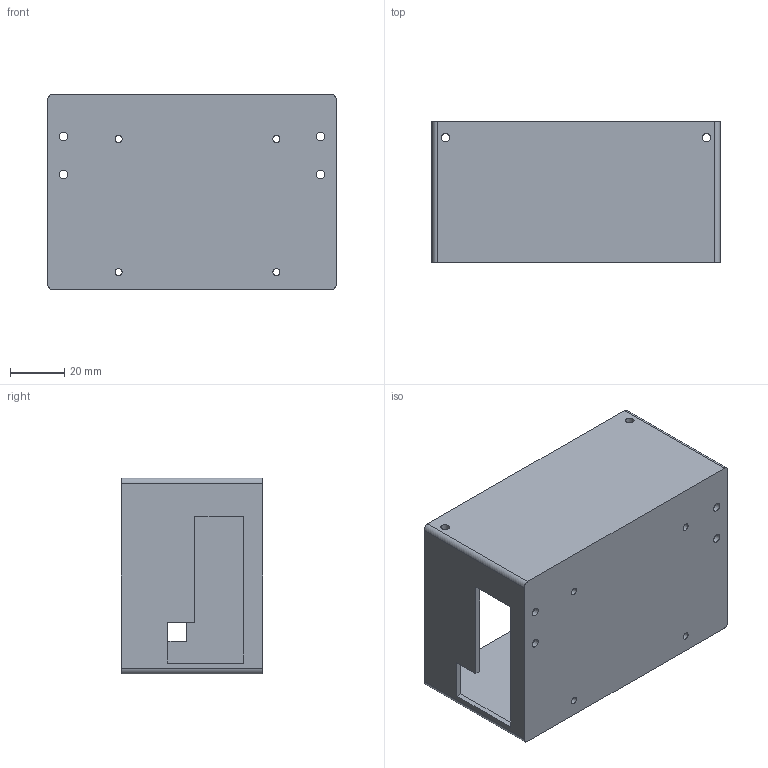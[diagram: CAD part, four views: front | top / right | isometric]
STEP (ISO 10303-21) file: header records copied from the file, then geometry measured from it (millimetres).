
FILE_DESCRIPTION(/* description */ (''),/* implementation_level */ '2;1');
FILE_NAME(/* name */ 'RPIholderCase.stp',/* time_stamp */ '2024-03-01T21:55:16+01:00',/* author */ ('tadea'),/* organization */ (''),/* preprocessor_version */ 'ST-DEVELOPER v18.1',/* originating_system */ 'Autodesk Inventor 2022',/* authorisation */ '');
FILE_SCHEMA (('AUTOMOTIVE_DESIGN { 1 0 10303 214 3 1 1 }'));
Length unit declared in the file: millimetre
Products named in the file (1): RPIholder
Bounding box: 106 x 52 x 72 mm (x, y, z)
Volume: 46955.7 mm3; surface area: 48598.5 mm2
Topology: 1 solids, 1 shells, 51 faces, 132 edges, 88 vertices
Faces by surface type: plane 31, cylinder 20
Full cylindrical faces by diameter (mm): 2.6 x4, 3.1 x4, 3.2 x4, 6.6 x4
Entity records: 1667 total; most frequent: DIRECTION 276, CARTESIAN_POINT 272, ORIENTED_EDGE 264, EDGE_CURVE 132, LINE 92, VECTOR 92, AXIS2_PLACEMENT_3D 92, VERTEX_POINT 88
